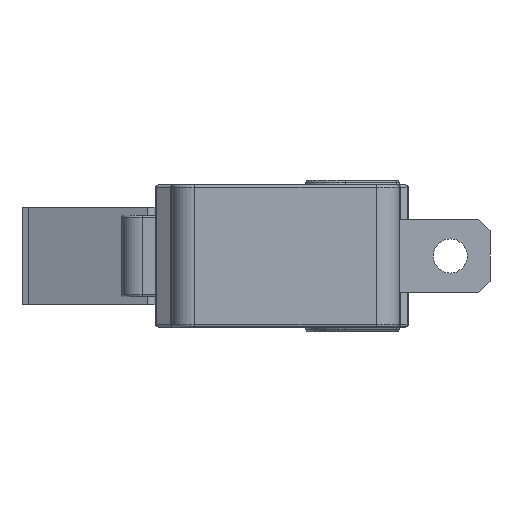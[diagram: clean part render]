
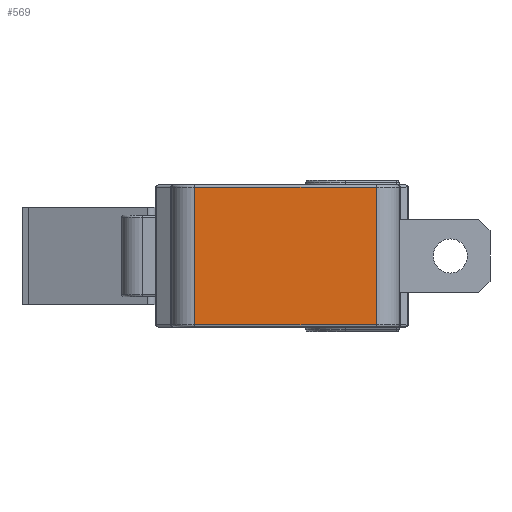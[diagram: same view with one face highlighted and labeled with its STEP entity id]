
A CAD part, left-side view. The second image highlights one B-rep face of the part: STEP entity #569.
In plain terms, the highlighted planar face has unit normal (-1, 0, 0).
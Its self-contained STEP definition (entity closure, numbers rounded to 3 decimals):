
#304=FACE_OUTER_BOUND('',#974,.T.);
#569=ADVANCED_FACE('',(#304),#848,.F.);
#848=PLANE('',#4432);
#974=EDGE_LOOP('',(#2006,#2007,#2008,#2009));
#1348=LINE('',#6725,#1655);
#1349=LINE('',#6728,#1656);
#1350=LINE('',#6730,#1657);
#1351=LINE('',#6732,#1658);
#1655=VECTOR('',#5167,1.);
#1656=VECTOR('',#5168,1.);
#1657=VECTOR('',#5169,1.);
#1658=VECTOR('',#5170,1.);
#2006=ORIENTED_EDGE('',*,*,#3593,.T.);
#2007=ORIENTED_EDGE('',*,*,#3594,.T.);
#2008=ORIENTED_EDGE('',*,*,#3595,.T.);
#2009=ORIENTED_EDGE('',*,*,#3596,.T.);
#3236=VERTEX_POINT('',#6726);
#3237=VERTEX_POINT('',#6727);
#3238=VERTEX_POINT('',#6729);
#3239=VERTEX_POINT('',#6731);
#3593=EDGE_CURVE('',#3236,#3237,#1348,.T.);
#3594=EDGE_CURVE('',#3237,#3238,#1349,.T.);
#3595=EDGE_CURVE('',#3238,#3239,#1350,.T.);
#3596=EDGE_CURVE('',#3239,#3236,#1351,.T.);
#4432=AXIS2_PLACEMENT_3D('',#6733,#5171,#5172);
#5167=DIRECTION('',(0.,0.,-1.));
#5168=DIRECTION('',(0.,-1.,0.));
#5169=DIRECTION('',(0.,0.,1.));
#5170=DIRECTION('',(0.,1.,0.));
#5171=DIRECTION('',(1.,0.,0.));
#5172=DIRECTION('',(0.,0.,-1.));
#6725=CARTESIAN_POINT('',(-10.,9.,6.25));
#6726=CARTESIAN_POINT('',(-10.,9.,6.15));
#6727=CARTESIAN_POINT('',(-10.,9.,0.1));
#6728=CARTESIAN_POINT('',(-10.,10.,0.1));
#6729=CARTESIAN_POINT('',(-10.,1.,0.1));
#6730=CARTESIAN_POINT('',(-10.,1.,6.25));
#6731=CARTESIAN_POINT('',(-10.,1.,6.15));
#6732=CARTESIAN_POINT('',(-10.,9.,6.15));
#6733=CARTESIAN_POINT('',(-10.,10.,6.25));
